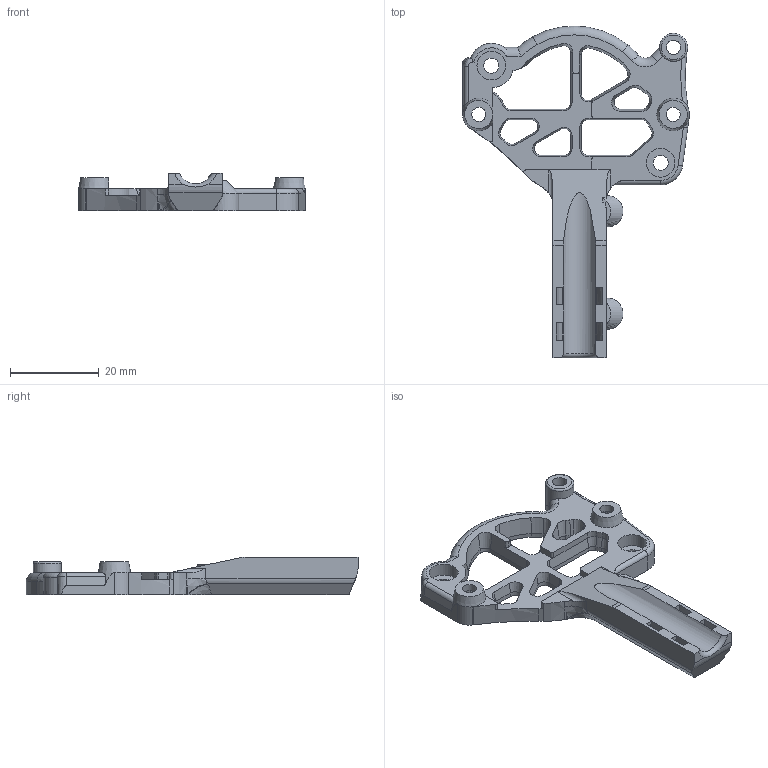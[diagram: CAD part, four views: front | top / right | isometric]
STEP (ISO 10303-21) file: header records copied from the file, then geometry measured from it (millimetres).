
FILE_DESCRIPTION(/* description */ ('STEP AP242','CAx-IF Rec.Pracs.---Representation and Presentation of Product Manufacturing Information (PMI)---4.0---2014-10-13','CAx-IF Rec.Pracs.---3D Tessellated Geometry---0.4---2014-09-14','2;1'),/* implementation_level */ '2;1');
FILE_NAME(/* name */ '68d7998dd2c82dd7dd821a48',/* time_stamp */ '2025-09-27T08:00:13Z',/* author */ (''),/* organization */ (''),/* preprocessor_version */ 'ST-DEVELOPER v20',/* originating_system */ 'ONSHAPE BY PTC INC, 1.204',/* authorisation */ ' ');
FILE_SCHEMA (('AP242_MANAGED_MODEL_BASED_3D_ENGINEERING_MIM_LF { 1 0 10303 442 1 1 4 }'));
Length unit declared in the file: metre
Products named in the file (1): NH36_mount_WWBMG v1
Bounding box: 51.18 x 74.89 x 8.5 mm (x, y, z)
Volume: 7493.2 mm3; surface area: 6288.5 mm2
Topology: 1 solids, 1 shells, 270 faces, 723 edges, 451 vertices
Faces by surface type: cylinder 107, plane 105, cone 37, bspline 12, torus 9
Full cylindrical faces by diameter (mm): 3.2 x5, 3.4 x2, 4.7 x3, 6.337 x1, 6.5 x2
Entity records: 8764 total; most frequent: CARTESIAN_POINT 2051, DIRECTION 1406, ORIENTED_EDGE 1396, EDGE_CURVE 698, AXIS2_PLACEMENT_3D 524, VERTEX_POINT 444, LINE 358, VECTOR 358
